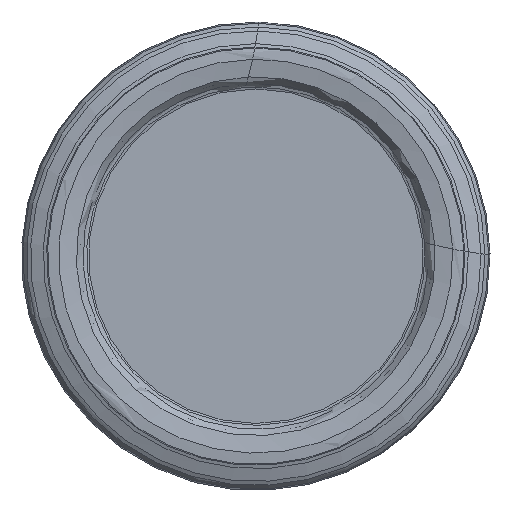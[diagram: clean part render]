
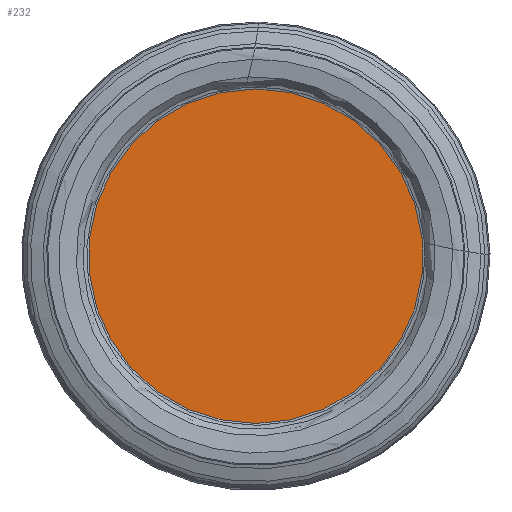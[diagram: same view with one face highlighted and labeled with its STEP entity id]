
A CAD part, left-side view. The second image highlights one B-rep face of the part: STEP entity #232.
In plain terms, the highlighted planar face has unit normal (-1, 0, 0).
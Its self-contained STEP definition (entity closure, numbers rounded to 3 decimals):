
#144=PLANE('',#948);
#147=FACE_OUTER_BOUND('',#366,.T.);
#232=ADVANCED_FACE('',(#147),#144,.F.);
#366=EDGE_LOOP('',(#458));
#458=ORIENTED_EDGE('',*,*,#736,.T.);
#668=VERTEX_POINT('',#1351);
#736=EDGE_CURVE('',#668,#668,#848,.T.);
#848=CIRCLE('',#946,15.);
#946=AXIS2_PLACEMENT_3D('',#1350,#1084,#1085);
#948=AXIS2_PLACEMENT_3D('',#1353,#1088,#1089);
#1084=DIRECTION('',(-1.,0.,0.));
#1085=DIRECTION('',(0.,0.,1.));
#1088=DIRECTION('',(1.,0.,0.));
#1089=DIRECTION('',(0.,0.,-1.));
#1350=CARTESIAN_POINT('',(1.2,0.,0.));
#1351=CARTESIAN_POINT('',(1.2,0.,15.));
#1353=CARTESIAN_POINT('',(1.2,0.,0.));
